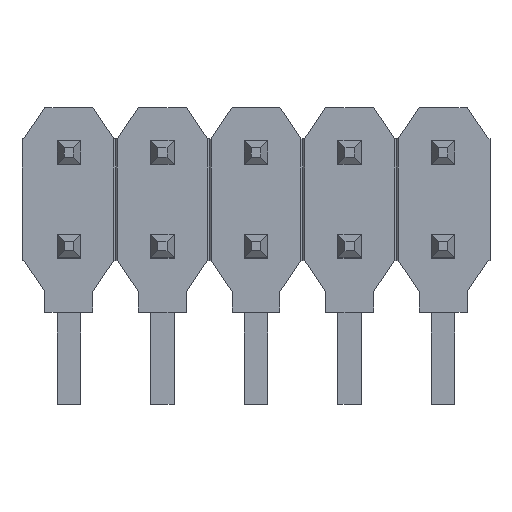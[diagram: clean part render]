
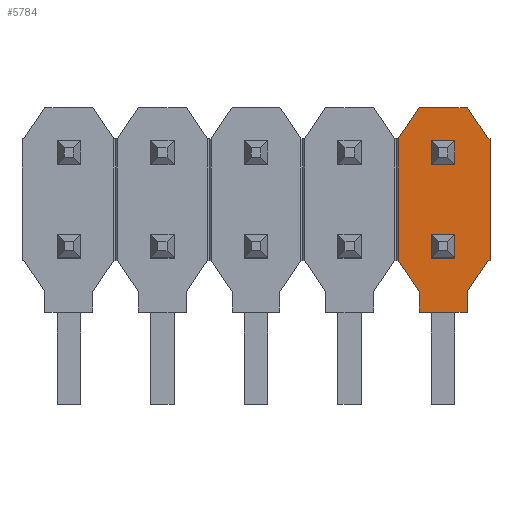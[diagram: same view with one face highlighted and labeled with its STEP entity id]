
A CAD part, top view. The second image highlights one B-rep face of the part: STEP entity #5784.
In plain terms, the highlighted planar face has unit normal (0, 0, 1).
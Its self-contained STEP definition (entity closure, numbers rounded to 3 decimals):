
#55=FACE_BOUND('',#753,.T.);
#56=FACE_BOUND('',#754,.T.);
#424=FACE_OUTER_BOUND('',#752,.T.);
#752=EDGE_LOOP('',(#4667,#4668,#4669,#4670,#4671,#4672,#4673,#4674,#4675,
#4676,#4677,#4678));
#753=EDGE_LOOP('',(#4679,#4680,#4681,#4682));
#754=EDGE_LOOP('',(#4683,#4684,#4685,#4686));
#1233=LINE('',#8744,#1955);
#1243=LINE('',#8769,#1965);
#1249=LINE('',#8781,#1971);
#1252=LINE('',#8786,#1974);
#1273=LINE('',#8834,#1995);
#1285=LINE('',#8867,#2007);
#1291=LINE('',#8879,#2013);
#1294=LINE('',#8884,#2016);
#1345=LINE('',#8998,#2067);
#1358=LINE('',#9025,#2080);
#1360=LINE('',#9028,#2082);
#1381=LINE('',#9071,#2103);
#1387=LINE('',#9085,#2109);
#1390=LINE('',#9089,#2112);
#1391=LINE('',#9091,#2113);
#1392=LINE('',#9093,#2114);
#1393=LINE('',#9095,#2115);
#1394=LINE('',#9097,#2116);
#1395=LINE('',#9099,#2117);
#1396=LINE('',#9100,#2118);
#1955=VECTOR('',#7116,1.);
#1965=VECTOR('',#7134,1.);
#1971=VECTOR('',#7144,1.);
#1974=VECTOR('',#7149,1.);
#1995=VECTOR('',#7200,1.);
#2007=VECTOR('',#7224,1.);
#2013=VECTOR('',#7234,1.);
#2016=VECTOR('',#7239,1.);
#2067=VECTOR('',#7342,1.);
#2080=VECTOR('',#7361,1.);
#2082=VECTOR('',#7365,1.);
#2103=VECTOR('',#7400,1.);
#2109=VECTOR('',#7410,1.);
#2112=VECTOR('',#7415,1.);
#2113=VECTOR('',#7416,1.);
#2114=VECTOR('',#7417,1.);
#2115=VECTOR('',#7418,1.);
#2116=VECTOR('',#7419,1.);
#2117=VECTOR('',#7420,1.);
#2118=VECTOR('',#7421,1.);
#2581=VERTEX_POINT('',#8742);
#2582=VERTEX_POINT('',#8743);
#2593=VERTEX_POINT('',#8768);
#2597=VERTEX_POINT('',#8780);
#2609=VERTEX_POINT('',#8832);
#2610=VERTEX_POINT('',#8833);
#2625=VERTEX_POINT('',#8866);
#2629=VERTEX_POINT('',#8878);
#2664=VERTEX_POINT('',#8991);
#2667=VERTEX_POINT('',#8996);
#2672=VERTEX_POINT('',#9009);
#2678=VERTEX_POINT('',#9023);
#2693=VERTEX_POINT('',#9070);
#2698=VERTEX_POINT('',#9083);
#2699=VERTEX_POINT('',#9084);
#2700=VERTEX_POINT('',#9090);
#2701=VERTEX_POINT('',#9092);
#2702=VERTEX_POINT('',#9094);
#2703=VERTEX_POINT('',#9096);
#2704=VERTEX_POINT('',#9098);
#3241=EDGE_CURVE('',#2581,#2582,#1233,.T.);
#3253=EDGE_CURVE('',#2593,#2581,#1243,.T.);
#3259=EDGE_CURVE('',#2582,#2597,#1249,.T.);
#3262=EDGE_CURVE('',#2597,#2593,#1252,.T.);
#3285=EDGE_CURVE('',#2609,#2610,#1273,.T.);
#3301=EDGE_CURVE('',#2625,#2609,#1285,.T.);
#3307=EDGE_CURVE('',#2610,#2629,#1291,.T.);
#3310=EDGE_CURVE('',#2629,#2625,#1294,.T.);
#3365=EDGE_CURVE('',#2664,#2667,#1345,.T.);
#3378=EDGE_CURVE('',#2678,#2672,#1358,.T.);
#3380=EDGE_CURVE('',#2678,#2664,#1360,.T.);
#3401=EDGE_CURVE('',#2672,#2693,#1381,.T.);
#3407=EDGE_CURVE('',#2698,#2699,#1387,.T.);
#3410=EDGE_CURVE('',#2693,#2699,#1390,.T.);
#3411=EDGE_CURVE('',#2700,#2667,#1391,.T.);
#3412=EDGE_CURVE('',#2701,#2700,#1392,.T.);
#3413=EDGE_CURVE('',#2702,#2701,#1393,.T.);
#3414=EDGE_CURVE('',#2702,#2703,#1394,.T.);
#3415=EDGE_CURVE('',#2704,#2703,#1395,.T.);
#3416=EDGE_CURVE('',#2698,#2704,#1396,.T.);
#4667=ORIENTED_EDGE('',*,*,#3410,.F.);
#4668=ORIENTED_EDGE('',*,*,#3401,.F.);
#4669=ORIENTED_EDGE('',*,*,#3378,.F.);
#4670=ORIENTED_EDGE('',*,*,#3380,.T.);
#4671=ORIENTED_EDGE('',*,*,#3365,.T.);
#4672=ORIENTED_EDGE('',*,*,#3411,.F.);
#4673=ORIENTED_EDGE('',*,*,#3412,.F.);
#4674=ORIENTED_EDGE('',*,*,#3413,.F.);
#4675=ORIENTED_EDGE('',*,*,#3414,.T.);
#4676=ORIENTED_EDGE('',*,*,#3415,.F.);
#4677=ORIENTED_EDGE('',*,*,#3416,.F.);
#4678=ORIENTED_EDGE('',*,*,#3407,.T.);
#4679=ORIENTED_EDGE('',*,*,#3301,.F.);
#4680=ORIENTED_EDGE('',*,*,#3310,.F.);
#4681=ORIENTED_EDGE('',*,*,#3307,.F.);
#4682=ORIENTED_EDGE('',*,*,#3285,.F.);
#4683=ORIENTED_EDGE('',*,*,#3259,.F.);
#4684=ORIENTED_EDGE('',*,*,#3241,.F.);
#4685=ORIENTED_EDGE('',*,*,#3253,.F.);
#4686=ORIENTED_EDGE('',*,*,#3262,.F.);
#5496=PLANE('',#6195);
#5784=ADVANCED_FACE('',(#424,#55,#56),#5496,.T.);
#6195=AXIS2_PLACEMENT_3D('',#9088,#7413,#7414);
#7116=DIRECTION('',(0.,1.,0.));
#7134=DIRECTION('',(1.,0.,0.));
#7144=DIRECTION('',(-1.,0.,0.));
#7149=DIRECTION('',(0.,-1.,0.));
#7200=DIRECTION('',(0.,-1.,0.));
#7224=DIRECTION('',(-1.,0.,0.));
#7234=DIRECTION('',(1.,0.,0.));
#7239=DIRECTION('',(0.,1.,0.));
#7342=DIRECTION('',(1.,0.,0.));
#7361=DIRECTION('',(-0.557,0.831,0.));
#7365=DIRECTION('',(0.,-1.,0.));
#7400=DIRECTION('',(0.,1.,0.));
#7410=DIRECTION('',(-1.,0.,0.));
#7413=DIRECTION('center_axis',(0.,0.,
1.));
#7414=DIRECTION('ref_axis',(1.,0.,0.));
#7415=DIRECTION('',(0.557,0.831,0.));
#7416=DIRECTION('',(0.,-1.,0.));
#7417=DIRECTION('',(-0.557,-0.831,0.));
#7418=DIRECTION('',(-1.,0.,0.));
#7419=DIRECTION('',(0.,1.,0.));
#7420=DIRECTION('',(1.,0.,0.));
#7421=DIRECTION('',(0.557,-0.831,0.));
#8742=CARTESIAN_POINT('',(-16.06,9.631,6.272));
#8743=CARTESIAN_POINT('',(-16.06,10.266,6.272));
#8744=CARTESIAN_POINT('',(-16.06,10.266,6.272));
#8768=CARTESIAN_POINT('',(-16.695,9.631,6.272));
#8769=CARTESIAN_POINT('',(-16.06,9.631,6.272));
#8780=CARTESIAN_POINT('',(-16.695,10.266,6.272));
#8781=CARTESIAN_POINT('',(-16.695,10.266,6.272));
#8786=CARTESIAN_POINT('',(-16.695,9.631,6.272));
#8832=CARTESIAN_POINT('',(-16.695,12.806,6.272));
#8833=CARTESIAN_POINT('',(-16.695,12.171,6.272));
#8834=CARTESIAN_POINT('',(-16.695,12.171,6.272));
#8866=CARTESIAN_POINT('',(-16.06,12.806,6.272));
#8867=CARTESIAN_POINT('',(-16.695,12.806,6.272));
#8878=CARTESIAN_POINT('',(-16.06,12.171,6.272));
#8879=CARTESIAN_POINT('',(-16.06,12.171,6.272));
#8884=CARTESIAN_POINT('',(-16.06,12.806,6.272));
#8991=CARTESIAN_POINT('',(-17.028,8.169,6.272));
#8996=CARTESIAN_POINT('',(-15.728,8.169,6.272));
#8998=CARTESIAN_POINT('',(-15.728,8.169,6.272));
#9009=CARTESIAN_POINT('',(-17.598,9.569,6.272));
#9023=CARTESIAN_POINT('',(-17.028,8.719,6.272));
#9025=CARTESIAN_POINT('',(-17.598,9.569,6.272));
#9028=CARTESIAN_POINT('',(-17.028,8.169,6.272));
#9070=CARTESIAN_POINT('',(-17.598,12.869,6.272));
#9071=CARTESIAN_POINT('',(-17.598,12.869,6.272));
#9083=CARTESIAN_POINT('',(-15.728,13.719,6.272));
#9084=CARTESIAN_POINT('',(-17.028,13.719,6.272));
#9085=CARTESIAN_POINT('',(-17.028,13.719,6.272));
#9088=CARTESIAN_POINT('Origin',(-21.458,11.219,6.272));
#9089=CARTESIAN_POINT('',(-17.028,13.719,6.272));
#9090=CARTESIAN_POINT('',(-15.728,8.719,6.272));
#9091=CARTESIAN_POINT('',(-15.728,8.169,6.272));
#9092=CARTESIAN_POINT('',(-15.158,9.569,6.272));
#9093=CARTESIAN_POINT('',(-15.728,8.719,6.272));
#9094=CARTESIAN_POINT('',(-15.108,9.569,6.272));
#9095=CARTESIAN_POINT('',(-15.158,9.569,6.272));
#9096=CARTESIAN_POINT('',(-15.108,12.869,6.272));
#9097=CARTESIAN_POINT('',(-15.108,12.869,6.272));
#9098=CARTESIAN_POINT('',(-15.158,12.869,6.272));
#9099=CARTESIAN_POINT('',(-15.108,12.869,6.272));
#9100=CARTESIAN_POINT('',(-15.158,12.869,6.272));
